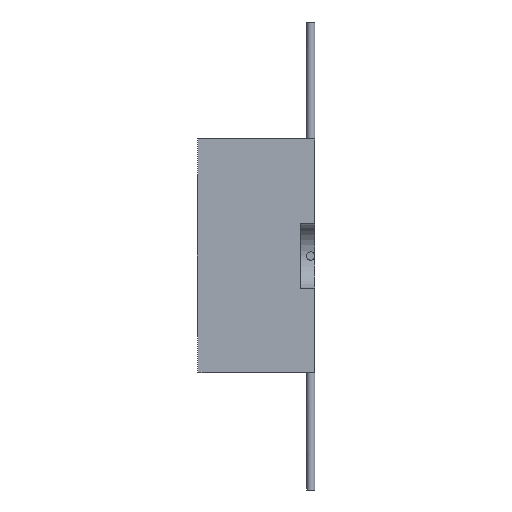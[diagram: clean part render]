
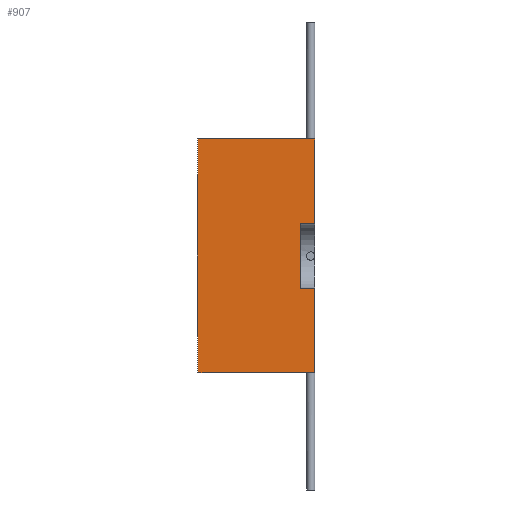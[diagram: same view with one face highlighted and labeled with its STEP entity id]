
A CAD part, left-side view. The second image highlights one B-rep face of the part: STEP entity #907.
In plain terms, the highlighted planar face has unit normal (-1, 0, 0).
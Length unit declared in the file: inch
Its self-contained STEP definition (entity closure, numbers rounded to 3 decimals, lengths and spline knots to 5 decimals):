
#9 = ORIENTED_EDGE ( 'NONE', *, *, #878, .T. ) ;
#21 = EDGE_CURVE ( 'NONE', #789, #98, #928, .T. ) ;
#33 = CARTESIAN_POINT ( 'NONE',  ( -0.25, 0., 0.25 ) ) ;
#39 = VERTEX_POINT ( 'NONE', #819 ) ;
#52 = PLANE ( 'NONE',  #924 ) ;
#56 = LINE ( 'NONE', #684, #961 ) ;
#65 = EDGE_CURVE ( 'NONE', #98, #543, #104, .T. ) ;
#69 = CARTESIAN_POINT ( 'NONE',  ( -0.25, 0.25, -0.25 ) ) ;
#72 = EDGE_CURVE ( 'NONE', #964, #865, #468, .T. ) ;
#98 = VERTEX_POINT ( 'NONE', #648 ) ;
#104 = LINE ( 'NONE', #33, #788 ) ;
#188 = CARTESIAN_POINT ( 'NONE',  ( -0.25, 0.25, 0.07 ) ) ;
#246 = LINE ( 'NONE', #1065, #715 ) ;
#258 = ORIENTED_EDGE ( 'NONE', *, *, #987, .F. ) ;
#264 = ORIENTED_EDGE ( 'NONE', *, *, #72, .T. ) ;
#266 = EDGE_CURVE ( 'NONE', #521, #543, #246, .T. ) ;
#323 = ORIENTED_EDGE ( 'NONE', *, *, #266, .F. ) ;
#367 = DIRECTION ( 'NONE',  ( 0., 0., 1. ) ) ;
#369 = ORIENTED_EDGE ( 'NONE', *, *, #437, .F. ) ;
#375 = CARTESIAN_POINT ( 'NONE',  ( -0.25, 0., 0.25 ) ) ;
#398 = CARTESIAN_POINT ( 'NONE',  ( -0.25, 0.03, 0.25 ) ) ;
#420 = DIRECTION ( 'NONE',  ( 0., 0., -1. ) ) ;
#428 = CARTESIAN_POINT ( 'NONE',  ( -0.25, 0.25, -0.07 ) ) ;
#431 = EDGE_CURVE ( 'NONE', #865, #883, #1012, .T. ) ;
#437 = EDGE_CURVE ( 'NONE', #789, #39, #821, .T. ) ;
#468 = LINE ( 'NONE', #488, #1121 ) ;
#488 = CARTESIAN_POINT ( 'NONE',  ( -0.25, 0.25, -0.25 ) ) ;
#505 = CARTESIAN_POINT ( 'NONE',  ( -0.25, 0.25, 0.25 ) ) ;
#521 = VERTEX_POINT ( 'NONE', #505 ) ;
#533 = VECTOR ( 'NONE', #744, 39.37008 ) ;
#543 = VERTEX_POINT ( 'NONE', #784 ) ;
#553 = DIRECTION ( 'NONE',  ( 0., -1., 0. ) ) ;
#556 = EDGE_LOOP ( 'NONE', ( #369, #840, #947, #323, #258, #264, #805, #9 ) ) ;
#570 = DIRECTION ( 'NONE',  ( 0., -1., 0. ) ) ;
#638 = DIRECTION ( 'NONE',  ( 0., 0., 1. ) ) ;
#648 = CARTESIAN_POINT ( 'NONE',  ( -0.25, 0., 0.07 ) ) ;
#684 = CARTESIAN_POINT ( 'NONE',  ( -0.25, 0.25, 0.25 ) ) ;
#688 = CARTESIAN_POINT ( 'NONE',  ( -0.25, 0.25, 0.25 ) ) ;
#692 = CARTESIAN_POINT ( 'NONE',  ( -0.25, 0., -0.25 ) ) ;
#715 = VECTOR ( 'NONE', #874, 39.37008 ) ;
#721 = DIRECTION ( 'NONE',  ( 0., 0., 1. ) ) ;
#744 = DIRECTION ( 'NONE',  ( 0., 0., -1. ) ) ;
#784 = CARTESIAN_POINT ( 'NONE',  ( -0.25, 0., 0.25 ) ) ;
#788 = VECTOR ( 'NONE', #638, 39.37008 ) ;
#789 = VERTEX_POINT ( 'NONE', #1016 ) ;
#791 = VECTOR ( 'NONE', #1025, 39.37008 ) ;
#805 = ORIENTED_EDGE ( 'NONE', *, *, #431, .T. ) ;
#819 = CARTESIAN_POINT ( 'NONE',  ( -0.25, 0.03, -0.07 ) ) ;
#821 = LINE ( 'NONE', #398, #533 ) ;
#840 = ORIENTED_EDGE ( 'NONE', *, *, #21, .T. ) ;
#864 = FACE_OUTER_BOUND ( 'NONE', #556, .T. ) ;
#865 = VERTEX_POINT ( 'NONE', #692 ) ;
#874 = DIRECTION ( 'NONE',  ( 0., -1., 0. ) ) ;
#878 = EDGE_CURVE ( 'NONE', #883, #39, #955, .T. ) ;
#883 = VERTEX_POINT ( 'NONE', #1112 ) ;
#907 = ADVANCED_FACE ( 'NONE', ( #864 ), #52, .F. ) ;
#924 = AXIS2_PLACEMENT_3D ( 'NONE', #688, #1117, #420 ) ;
#928 = LINE ( 'NONE', #188, #1068 ) ;
#947 = ORIENTED_EDGE ( 'NONE', *, *, #65, .T. ) ;
#955 = LINE ( 'NONE', #428, #791 ) ;
#958 = VECTOR ( 'NONE', #721, 39.37008 ) ;
#961 = VECTOR ( 'NONE', #367, 39.37008 ) ;
#964 = VERTEX_POINT ( 'NONE', #69 ) ;
#987 = EDGE_CURVE ( 'NONE', #964, #521, #56, .T. ) ;
#1012 = LINE ( 'NONE', #375, #958 ) ;
#1016 = CARTESIAN_POINT ( 'NONE',  ( -0.25, 0.03, 0.07 ) ) ;
#1025 = DIRECTION ( 'NONE',  ( 0., 1., 0. ) ) ;
#1065 = CARTESIAN_POINT ( 'NONE',  ( -0.25, 0.25, 0.25 ) ) ;
#1068 = VECTOR ( 'NONE', #553, 39.37008 ) ;
#1112 = CARTESIAN_POINT ( 'NONE',  ( -0.25, 0., -0.07 ) ) ;
#1117 = DIRECTION ( 'NONE',  ( 1., 0., 0. ) ) ;
#1121 = VECTOR ( 'NONE', #570, 39.37008 ) ;
